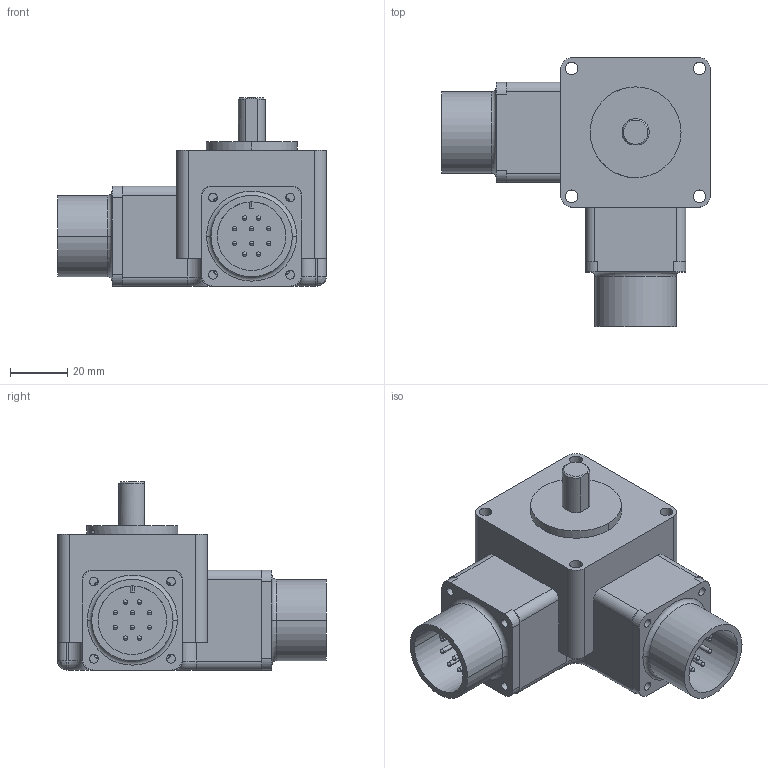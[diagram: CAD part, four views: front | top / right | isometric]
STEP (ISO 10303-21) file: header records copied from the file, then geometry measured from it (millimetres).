
FILE_DESCRIPTION((''),'2;1');
FILE_NAME('HS20-DUAL','2011-03-29T',('abhishek.jadhav'),(''),'PRO/ENGINEER BY PARAMETRIC TECHNOLOGY CORPORATION, 2007030','PRO/ENGINEER BY PARAMETRIC TECHNOLOGY CORPORATION, 2007030','');
FILE_SCHEMA(('CONFIG_CONTROL_DESIGN'));
Length unit declared in the file: inch
Products named in the file (1): HS20-DUAL
Bounding box: 94.01 x 94.01 x 65.79 mm (x, y, z)
Volume: 190120 mm3; surface area: 31716.3 mm2
Topology: 1 solids, 1 shells, 265 faces, 676 edges, 389 vertices
Faces by surface type: cylinder 131, plane 62, sphere 41, cone 20, torus 8, bspline 3
Entity records: 7979 total; most frequent: CARTESIAN_POINT 1609, DIRECTION 1461, ORIENTED_EDGE 1236, EDGE_CURVE 618, AXIS2_PLACEMENT_3D 602, VERTEX_POINT 389, CIRCLE 340, EDGE_LOOP 307
